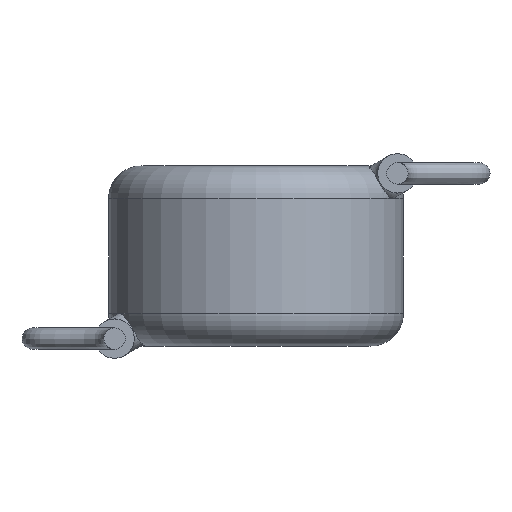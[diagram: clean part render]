
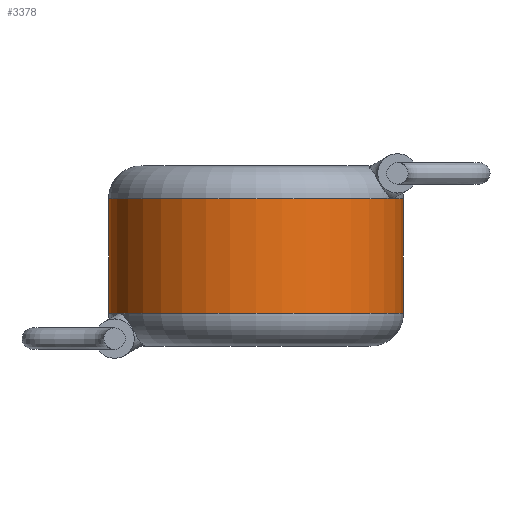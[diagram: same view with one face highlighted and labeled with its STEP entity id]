
A CAD part, front view. The second image highlights one B-rep face of the part: STEP entity #3378.
In plain terms, the highlighted cylindrical face has radius 4.5 mm (diameter 9 mm), a partial arc.
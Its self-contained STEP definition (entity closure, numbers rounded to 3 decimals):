
#51 = VERTEX_POINT ( 'NONE', #3403 ) ;
#120 = ORIENTED_EDGE ( 'NONE', *, *, #1221, .T. ) ;
#263 = VERTEX_POINT ( 'NONE', #3917 ) ;
#398 = LINE ( 'NONE', #1229, #3183 ) ;
#674 = VERTEX_POINT ( 'NONE', #2349 ) ;
#677 = DIRECTION ( 'NONE',  ( 0., 0., -1. ) ) ;
#949 = AXIS2_PLACEMENT_3D ( 'NONE', #1750, #3124, #3454 ) ;
#975 = CYLINDRICAL_SURFACE ( 'NONE', #3465, 4.5 ) ;
#1059 = ORIENTED_EDGE ( 'NONE', *, *, #1470, .F. ) ;
#1221 = EDGE_CURVE ( 'NONE', #51, #674, #3508, .T. ) ;
#1229 = CARTESIAN_POINT ( 'NONE',  ( 4.5, 0., 5.5 ) ) ;
#1280 = DIRECTION ( 'NONE',  ( 0., 0., -1. ) ) ;
#1312 = DIRECTION ( 'NONE',  ( 0., 0., -1. ) ) ;
#1329 = ORIENTED_EDGE ( 'NONE', *, *, #1583, .T. ) ;
#1446 = CARTESIAN_POINT ( 'NONE',  ( -4.5, 0., 5.5 ) ) ;
#1470 = EDGE_CURVE ( 'NONE', #1491, #674, #398, .T. ) ;
#1491 = VERTEX_POINT ( 'NONE', #3975 ) ;
#1583 = EDGE_CURVE ( 'NONE', #1491, #263, #3952, .T. ) ;
#1683 = DIRECTION ( 'NONE',  ( 1., 0., 0. ) ) ;
#1750 = CARTESIAN_POINT ( 'NONE',  ( 0., 0., 1. ) ) ;
#1993 = EDGE_LOOP ( 'NONE', ( #1059, #1329, #4026, #120 ) ) ;
#2009 = DIRECTION ( 'NONE',  ( -1., 0., 0. ) ) ;
#2130 = EDGE_CURVE ( 'NONE', #263, #51, #3726, .T. ) ;
#2349 = CARTESIAN_POINT ( 'NONE',  ( 4.5, 0., 1. ) ) ;
#2350 = CARTESIAN_POINT ( 'NONE',  ( 0., 0., 5.5 ) ) ;
#2469 = FACE_OUTER_BOUND ( 'NONE', #1993, .T. ) ;
#3025 = AXIS2_PLACEMENT_3D ( 'NONE', #3734, #1312, #1683 ) ;
#3124 = DIRECTION ( 'NONE',  ( 0., 0., 1. ) ) ;
#3183 = VECTOR ( 'NONE', #1280, 1000. ) ;
#3378 = ADVANCED_FACE ( 'NONE', ( #2469 ), #975, .T. ) ;
#3403 = CARTESIAN_POINT ( 'NONE',  ( -4.5, 0., 1. ) ) ;
#3454 = DIRECTION ( 'NONE',  ( 1., 0., 0. ) ) ;
#3465 = AXIS2_PLACEMENT_3D ( 'NONE', #2350, #677, #2009 ) ;
#3508 = CIRCLE ( 'NONE', #949, 4.5 ) ;
#3726 = LINE ( 'NONE', #1446, #4195 ) ;
#3734 = CARTESIAN_POINT ( 'NONE',  ( 0., 0., 4.5 ) ) ;
#3850 = DIRECTION ( 'NONE',  ( 0., 0., -1. ) ) ;
#3917 = CARTESIAN_POINT ( 'NONE',  ( -4.5, 0., 4.5 ) ) ;
#3952 = CIRCLE ( 'NONE', #3025, 4.5 ) ;
#3975 = CARTESIAN_POINT ( 'NONE',  ( 4.5, 0., 4.5 ) ) ;
#4026 = ORIENTED_EDGE ( 'NONE', *, *, #2130, .T. ) ;
#4195 = VECTOR ( 'NONE', #3850, 1000. ) ;
